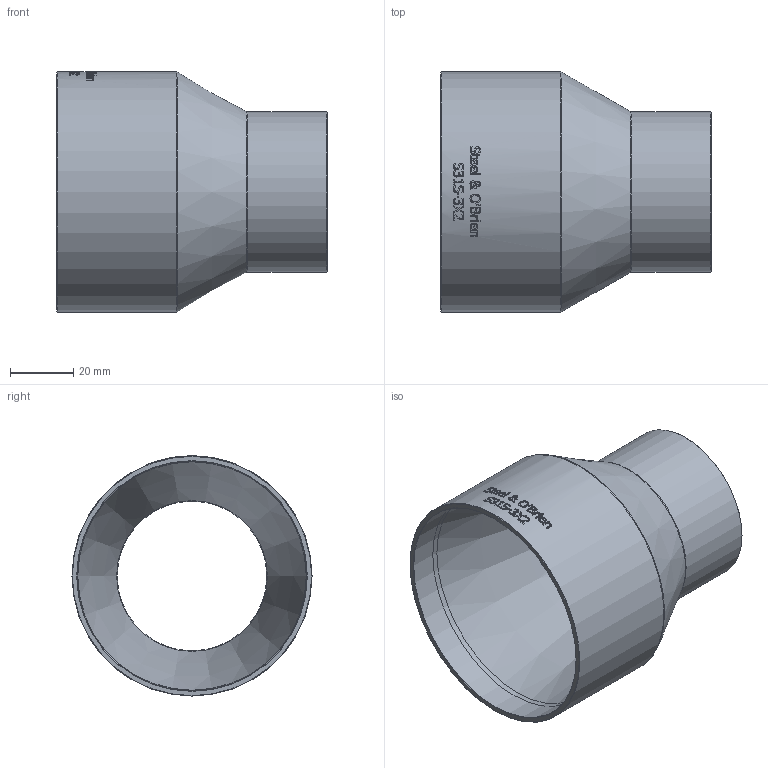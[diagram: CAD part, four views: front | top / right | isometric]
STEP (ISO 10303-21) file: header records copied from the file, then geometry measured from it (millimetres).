
FILE_DESCRIPTION(/* description */ (''),/* implementation_level */ '2;1');
FILE_NAME(/* name */ 'S31S-3X2.stp',/* time_stamp */ '2018-11-20T11:52:40-05:00',/* author */ ('rick'),/* organization */ (''),/* preprocessor_version */ 'ST-DEVELOPER v15.2',/* originating_system */ 'Autodesk Inventor 2014',/* authorisation */ '');
FILE_SCHEMA (('AUTOMOTIVE_DESIGN { 1 0 10303 214 3 1 1 }'));
Length unit declared in the file: inch
Products named in the file (1): S31S-3X2
Bounding box: 85.72 x 76.2 x 76.2 mm (x, y, z)
Volume: 68603.5 mm3; surface area: 34673.8 mm2
Topology: 1 solids, 1 shells, 383 faces, 1041 edges, 690 vertices
Faces by surface type: bspline 201, plane 138, cylinder 34, torus 8, cone 2
Full cylindrical faces by diameter (mm): 47.498 x1, 50.8 x1, 72.898 x1, 76.2 x1
Entity records: 15755 total; most frequent: CARTESIAN_POINT 7301, ORIENTED_EDGE 2054, DIRECTION 1165, EDGE_CURVE 1027, VERTEX_POINT 690, LINE 451, VECTOR 451, EDGE_LOOP 429
